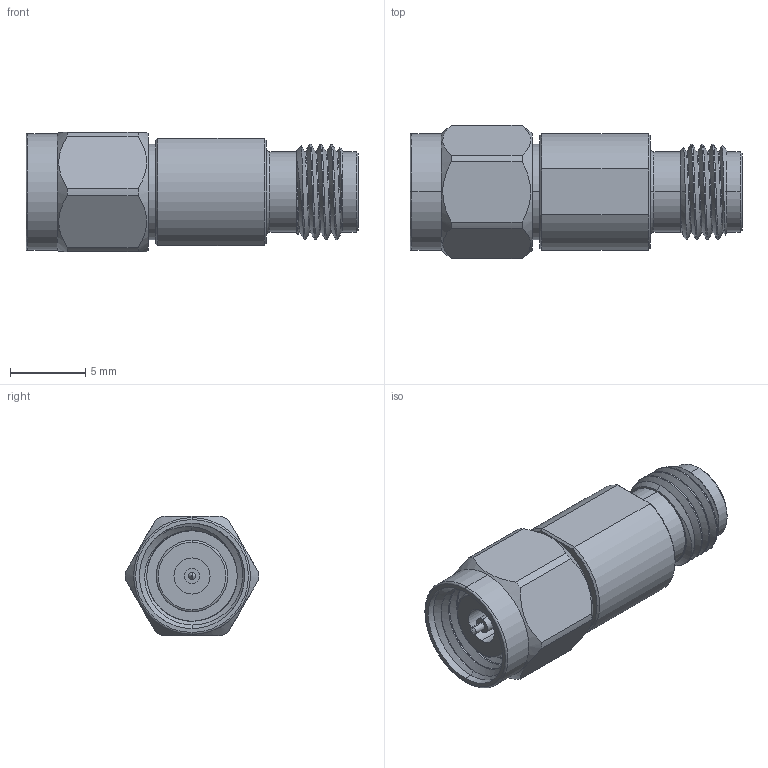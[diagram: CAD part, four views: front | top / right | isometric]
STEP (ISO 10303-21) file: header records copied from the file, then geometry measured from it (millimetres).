
FILE_DESCRIPTION (( 'STEP AP214' ), '1' );
FILE_NAME ('SA4016-06.STEP', '2017-12-19T16:02:00', ( '' ), ( '' ), 'SwSTEP 2.0', 'SolidWorks 2017', '' );
FILE_SCHEMA (( 'AUTOMOTIVE_DESIGN' ));
Length unit declared in the file: inch
Products named in the file (1): SA4016-06
Bounding box: 22.1 x 8.88 x 7.92 mm (x, y, z)
Volume: 730.5 mm3; surface area: 1058.1 mm2
Topology: 1 solids, 1 shells, 144 faces, 355 edges, 227 vertices
Faces by surface type: cylinder 57, plane 44, cone 31, torus 6, bspline 6
Entity records: 6997 total; most frequent: CARTESIAN_POINT 3269, ORIENTED_EDGE 710, DIRECTION 662, EDGE_CURVE 355, AXIS2_PLACEMENT_3D 269, VERTEX_POINT 227, EDGE_LOOP 158, ADVANCED_FACE 144
